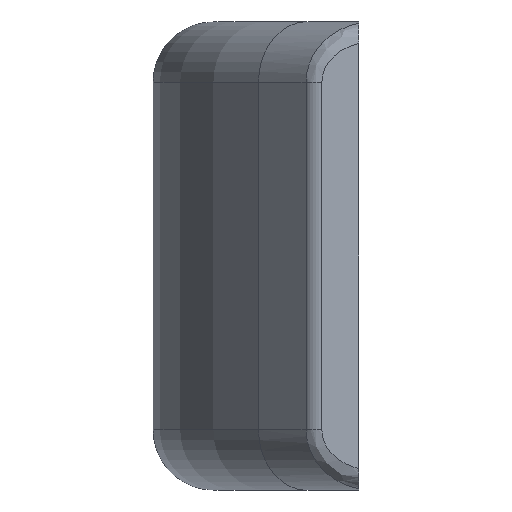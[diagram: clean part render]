
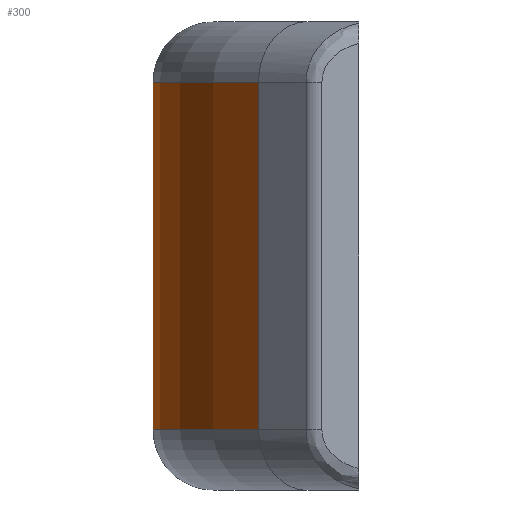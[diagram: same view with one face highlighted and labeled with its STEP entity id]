
A CAD part, left-side view. The second image highlights one B-rep face of the part: STEP entity #300.
In plain terms, the highlighted cylindrical face has radius 74.385 mm (diameter 148.771 mm), a partial arc.
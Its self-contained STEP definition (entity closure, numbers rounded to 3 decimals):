
#14 = ORIENTED_EDGE ( 'NONE', *, *, #1260, .T. ) ;
#104 = DIRECTION ( 'NONE',  ( 0., 0., -1. ) ) ;
#107 = ORIENTED_EDGE ( 'NONE', *, *, #451, .T. ) ;
#178 = DIRECTION ( 'NONE',  ( 0., 0., -1. ) ) ;
#224 = VECTOR ( 'NONE', #1774, 1000. ) ;
#300 = ADVANCED_FACE ( 'NONE', ( #542 ), #1278, .T. ) ;
#329 = DIRECTION ( 'NONE',  ( 0., 0., -1. ) ) ;
#372 = AXIS2_PLACEMENT_3D ( 'NONE', #386, #178, #1966 ) ;
#386 = CARTESIAN_POINT ( 'NONE',  ( 0., -43.613, 61. ) ) ;
#393 = CARTESIAN_POINT ( 'NONE',  ( 45.796, 15.004, 70. ) ) ;
#424 = DIRECTION ( 'NONE',  ( 0., 0., 1. ) ) ;
#430 = EDGE_CURVE ( 'NONE', #746, #879, #1760, .T. ) ;
#451 = EDGE_CURVE ( 'NONE', #2084, #746, #2448, .T. ) ;
#542 = FACE_OUTER_BOUND ( 'NONE', #1158, .T. ) ;
#646 = CARTESIAN_POINT ( 'NONE',  ( 45.796, 15.004, 9. ) ) ;
#746 = VERTEX_POINT ( 'NONE', #1887 ) ;
#758 = CARTESIAN_POINT ( 'NONE',  ( 0., -43.613, 70. ) ) ;
#760 = CARTESIAN_POINT ( 'NONE',  ( -45.796, 15.004, 70. ) ) ;
#876 = AXIS2_PLACEMENT_3D ( 'NONE', #1209, #424, #1808 ) ;
#879 = VERTEX_POINT ( 'NONE', #646 ) ;
#913 = AXIS2_PLACEMENT_3D ( 'NONE', #758, #329, #2138 ) ;
#1158 = EDGE_LOOP ( 'NONE', ( #1340, #14, #1399, #107 ) ) ;
#1209 = CARTESIAN_POINT ( 'NONE',  ( 0., -43.613, 9. ) ) ;
#1260 = EDGE_CURVE ( 'NONE', #879, #1672, #2194, .T. ) ;
#1278 = CYLINDRICAL_SURFACE ( 'NONE', #913, 74.385 ) ;
#1340 = ORIENTED_EDGE ( 'NONE', *, *, #430, .T. ) ;
#1399 = ORIENTED_EDGE ( 'NONE', *, *, #2572, .F. ) ;
#1442 = VECTOR ( 'NONE', #104, 1000. ) ;
#1672 = VERTEX_POINT ( 'NONE', #1787 ) ;
#1713 = CARTESIAN_POINT ( 'NONE',  ( -45.796, 15.004, 61. ) ) ;
#1760 = LINE ( 'NONE', #393, #224 ) ;
#1774 = DIRECTION ( 'NONE',  ( 0., 0., -1. ) ) ;
#1787 = CARTESIAN_POINT ( 'NONE',  ( -45.796, 15.004, 9. ) ) ;
#1808 = DIRECTION ( 'NONE',  ( 1., 0., 0. ) ) ;
#1887 = CARTESIAN_POINT ( 'NONE',  ( 45.796, 15.004, 61. ) ) ;
#1966 = DIRECTION ( 'NONE',  ( 1., 0., 0. ) ) ;
#2084 = VERTEX_POINT ( 'NONE', #1713 ) ;
#2138 = DIRECTION ( 'NONE',  ( -1., 0., 0. ) ) ;
#2194 = CIRCLE ( 'NONE', #876, 74.385 ) ;
#2418 = LINE ( 'NONE', #760, #1442 ) ;
#2448 = CIRCLE ( 'NONE', #372, 74.385 ) ;
#2572 = EDGE_CURVE ( 'NONE', #2084, #1672, #2418, .T. ) ;
